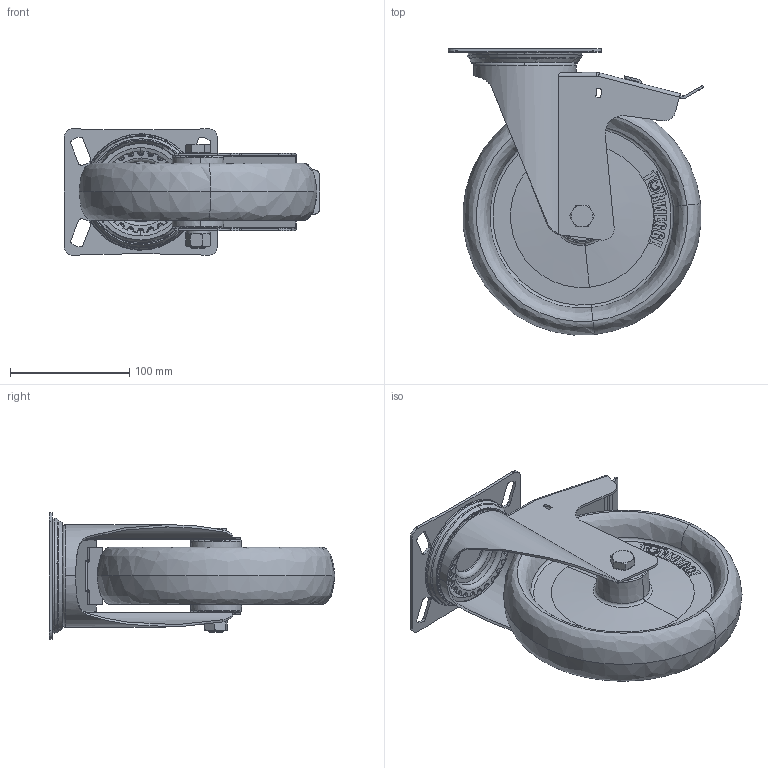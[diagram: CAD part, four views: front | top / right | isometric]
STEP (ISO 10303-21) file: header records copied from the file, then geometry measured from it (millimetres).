
FILE_DESCRIPTION (( 'STEP AP214' ), '1' );
FILE_NAME ('0023426.step', '2022-10-07T10:29:23', ( '' ), ( '' ), 'SwSTEP 2.0', 'SolidWorks 2020', '' );
FILE_SCHEMA (( 'AUTOMOTIVE_DESIGN' ));
Length unit declared in the file: millimetre
Products named in the file (1): 0023426
Bounding box: 214.45 x 239.75 x 106 mm (x, y, z)
Volume: 827816.2 mm3; surface area: 244502.1 mm2
Topology: 10 solids, 10 shells, 601 faces, 1537 edges, 985 vertices
Faces by surface type: plane 220, bspline 188, cylinder 123, cone 40, torus 30
Entity records: 42720 total; most frequent: CARTESIAN_POINT 22585, ORIENTED_EDGE 3074, DIRECTION 2359, EDGE_CURVE 1537, VERTEX_POINT 985, AXIS2_PLACEMENT_3D 854, EDGE_LOOP 660, VECTOR 651
